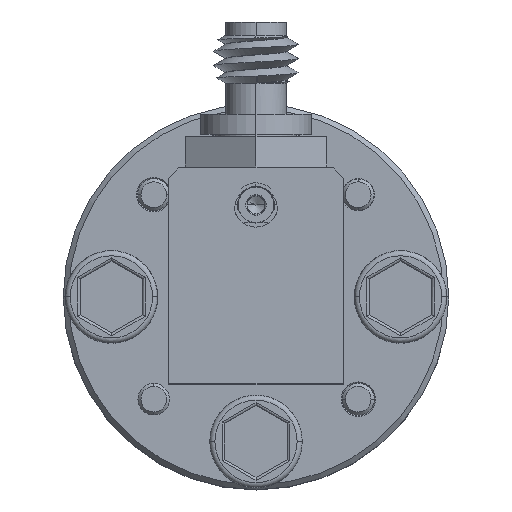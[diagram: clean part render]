
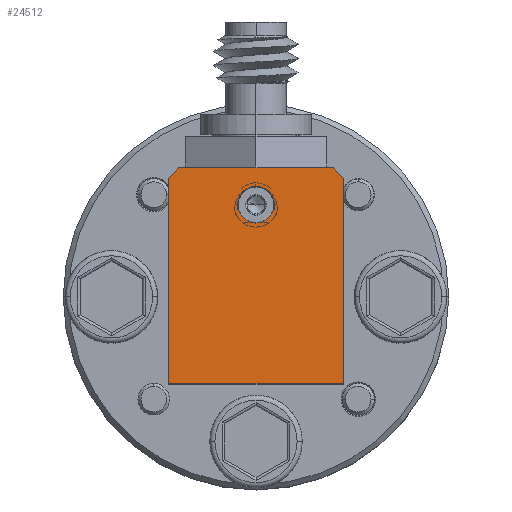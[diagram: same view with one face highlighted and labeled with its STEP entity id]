
A CAD part, top view. The second image highlights one B-rep face of the part: STEP entity #24512.
In plain terms, the highlighted planar face has unit normal (0, 0, 1).
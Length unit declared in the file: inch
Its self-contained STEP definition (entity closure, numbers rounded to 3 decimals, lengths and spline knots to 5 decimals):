
#4 = CIRCLE ( 'NONE', #8745, 0.035 ) ;
#36 = VECTOR ( 'NONE', #13522, 39.37008 ) ;
#455 = EDGE_CURVE ( 'NONE', #5496, #18119, #5183, .T. ) ;
#604 = ORIENTED_EDGE ( 'NONE', *, *, #12360, .T. ) ;
#763 = LINE ( 'NONE', #22564, #36 ) ;
#773 = EDGE_CURVE ( 'NONE', #13481, #2045, #9051, .T. ) ;
#1629 = AXIS2_PLACEMENT_3D ( 'NONE', #25852, #14710, #14807 ) ;
#1733 = FACE_OUTER_BOUND ( 'NONE', #17663, .T. ) ;
#1847 = ORIENTED_EDGE ( 'NONE', *, *, #11965, .T. ) ;
#1850 = DIRECTION ( 'NONE',  ( 1., 0., 0. ) ) ;
#1951 = DIRECTION ( 'NONE',  ( 0., 0., 1. ) ) ;
#2045 = VERTEX_POINT ( 'NONE', #7083 ) ;
#4045 = CARTESIAN_POINT ( 'NONE',  ( -0.17, -0.17, 1.16 ) ) ;
#4238 = EDGE_CURVE ( 'NONE', #13481, #25715, #763, .T. ) ;
#4331 = AXIS2_PLACEMENT_3D ( 'NONE', #20529, #24972, #11378 ) ;
#4417 = CARTESIAN_POINT ( 'NONE',  ( 0.19975, 0.19975, 1.16 ) ) ;
#4835 = LINE ( 'NONE', #25721, #28218 ) ;
#5183 = CIRCLE ( 'NONE', #4331, 0.035 ) ;
#5496 = VERTEX_POINT ( 'NONE', #25529 ) ;
#5602 = ORIENTED_EDGE ( 'NONE', *, *, #14036, .T. ) ;
#5712 = DIRECTION ( 'NONE',  ( 0., -1., 0. ) ) ;
#5815 = CARTESIAN_POINT ( 'NONE',  ( -0.15, 0.2495, 1.16 ) ) ;
#6429 = ORIENTED_EDGE ( 'NONE', *, *, #455, .F. ) ;
#7083 = CARTESIAN_POINT ( 'NONE',  ( 0.15, 0.2495, 1.16 ) ) ;
#7235 = LINE ( 'NONE', #25187, #25361 ) ;
#7951 = DIRECTION ( 'NONE',  ( 1., 0., 0. ) ) ;
#8218 = CARTESIAN_POINT ( 'NONE',  ( 0.17, 0.2295, 1.16 ) ) ;
#8745 = AXIS2_PLACEMENT_3D ( 'NONE', #13512, #1951, #11027 ) ;
#8814 = EDGE_CURVE ( 'NONE', #24966, #2045, #27315, .T. ) ;
#9051 = LINE ( 'NONE', #17977, #25383 ) ;
#11027 = DIRECTION ( 'NONE',  ( 1., 0., 0. ) ) ;
#11378 = DIRECTION ( 'NONE',  ( 1., 0., 0. ) ) ;
#11965 = EDGE_CURVE ( 'NONE', #25715, #17615, #22215, .T. ) ;
#12360 = EDGE_CURVE ( 'NONE', #17615, #17373, #4835, .T. ) ;
#12707 = CARTESIAN_POINT ( 'NONE',  ( -0.035, 0.1775, 1.16 ) ) ;
#12773 = VECTOR ( 'NONE', #18065, 39.37008 ) ;
#13481 = VERTEX_POINT ( 'NONE', #5815 ) ;
#13512 = CARTESIAN_POINT ( 'NONE',  ( 0., 0.1775, 1.16 ) ) ;
#13522 = DIRECTION ( 'NONE',  ( -0.707, -0.707, 0. ) ) ;
#13760 = ORIENTED_EDGE ( 'NONE', *, *, #8814, .T. ) ;
#13802 = CARTESIAN_POINT ( 'NONE',  ( -0.17, 0.2295, 1.16 ) ) ;
#14036 = EDGE_CURVE ( 'NONE', #17373, #24966, #7235, .T. ) ;
#14121 = ORIENTED_EDGE ( 'NONE', *, *, #17704, .F. ) ;
#14710 = DIRECTION ( 'NONE',  ( 0., 0., 1. ) ) ;
#14807 = DIRECTION ( 'NONE',  ( 1., 0., 0. ) ) ;
#15073 = EDGE_LOOP ( 'NONE', ( #6429, #14121 ) ) ;
#17373 = VERTEX_POINT ( 'NONE', #25776 ) ;
#17615 = VERTEX_POINT ( 'NONE', #4045 ) ;
#17663 = EDGE_LOOP ( 'NONE', ( #5602, #13760, #20243, #26143, #1847, #604 ) ) ;
#17704 = EDGE_CURVE ( 'NONE', #18119, #5496, #4, .T. ) ;
#17977 = CARTESIAN_POINT ( 'NONE',  ( 0.17, 0.2495, 1.16 ) ) ;
#18065 = DIRECTION ( 'NONE',  ( -0.707, 0.707, 0. ) ) ;
#18119 = VERTEX_POINT ( 'NONE', #12707 ) ;
#19034 = VECTOR ( 'NONE', #5712, 39.37008 ) ;
#20243 = ORIENTED_EDGE ( 'NONE', *, *, #773, .F. ) ;
#20529 = CARTESIAN_POINT ( 'NONE',  ( 0., 0.1775, 1.16 ) ) ;
#20540 = DIRECTION ( 'NONE',  ( 0., 1., 0. ) ) ;
#21384 = PLANE ( 'NONE',  #1629 ) ;
#22215 = LINE ( 'NONE', #25851, #19034 ) ;
#22564 = CARTESIAN_POINT ( 'NONE',  ( -0.19975, 0.19975, 1.16 ) ) ;
#24512 = ADVANCED_FACE ( 'NONE', ( #29387, #1733 ), #21384, .T. ) ;
#24966 = VERTEX_POINT ( 'NONE', #8218 ) ;
#24972 = DIRECTION ( 'NONE',  ( 0., 0., 1. ) ) ;
#25187 = CARTESIAN_POINT ( 'NONE',  ( 0.17, 0.17, 1.16 ) ) ;
#25361 = VECTOR ( 'NONE', #20540, 39.37008 ) ;
#25383 = VECTOR ( 'NONE', #1850, 39.37008 ) ;
#25529 = CARTESIAN_POINT ( 'NONE',  ( 0.035, 0.1775, 1.16 ) ) ;
#25715 = VERTEX_POINT ( 'NONE', #13802 ) ;
#25721 = CARTESIAN_POINT ( 'NONE',  ( -0.17, -0.17, 1.16 ) ) ;
#25776 = CARTESIAN_POINT ( 'NONE',  ( 0.17, -0.17, 1.16 ) ) ;
#25851 = CARTESIAN_POINT ( 'NONE',  ( -0.17, 0.17, 1.16 ) ) ;
#25852 = CARTESIAN_POINT ( 'NONE',  ( 0., 0., 1.16 ) ) ;
#26143 = ORIENTED_EDGE ( 'NONE', *, *, #4238, .T. ) ;
#27315 = LINE ( 'NONE', #4417, #12773 ) ;
#28218 = VECTOR ( 'NONE', #7951, 39.37008 ) ;
#29387 = FACE_BOUND ( 'NONE', #15073, .T. ) ;
